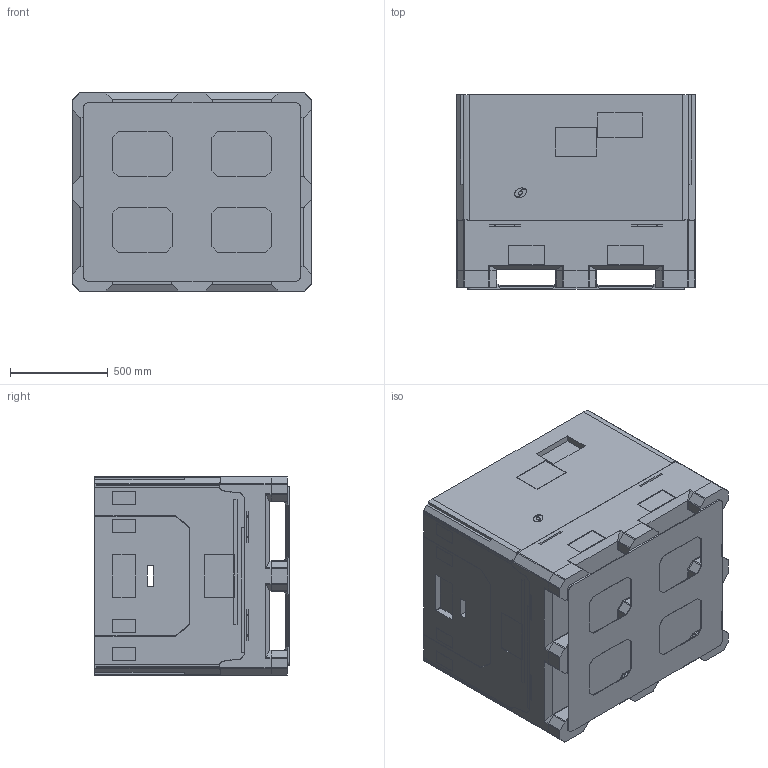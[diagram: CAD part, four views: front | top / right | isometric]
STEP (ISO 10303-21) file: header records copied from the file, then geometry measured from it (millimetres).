
FILE_DESCRIPTION((''),'2;1');
FILE_NAME('195695WSM_ASM','2025-06-20T15:12:04',('SYSTEM'),(''),'CREO PARAMETRIC BY PTC INC, 2023294','CREO PARAMETRIC BY PTC INC, 2023294','');
FILE_SCHEMA(('CONFIG_CONTROL_DESIGN'));
Length unit declared in the file: inch
Products named in the file (6): 195699SM; 195701SM; 195707SM; 195705SM; 195706SM; 195695WSM_ASM
Assembly tree (10 placements, depth 2):
  195695WSM_ASM
    195699SM
    195701SM
    195707SM  x4
    195705SM  x2
    195706SM  x2
Bounding box: 1219.2 x 993.01 x 1016 mm (x, y, z)
Volume: 261480406.8 mm3; surface area: 17372338.4 mm2
Topology: 10 solids, 10 shells, 1326 faces, 3792 edges, 2528 vertices
Faces by surface type: plane 1014, cylinder 272, extrusion 40
Entity records: 30746 total; most frequent: CARTESIAN_POINT 6198, ORIENTED_EDGE 5336, DIRECTION 4718, EDGE_CURVE 2668, VECTOR 2166, LINE 2156, VERTEX_POINT 1768, AXIS2_PLACEMENT_3D 1276
